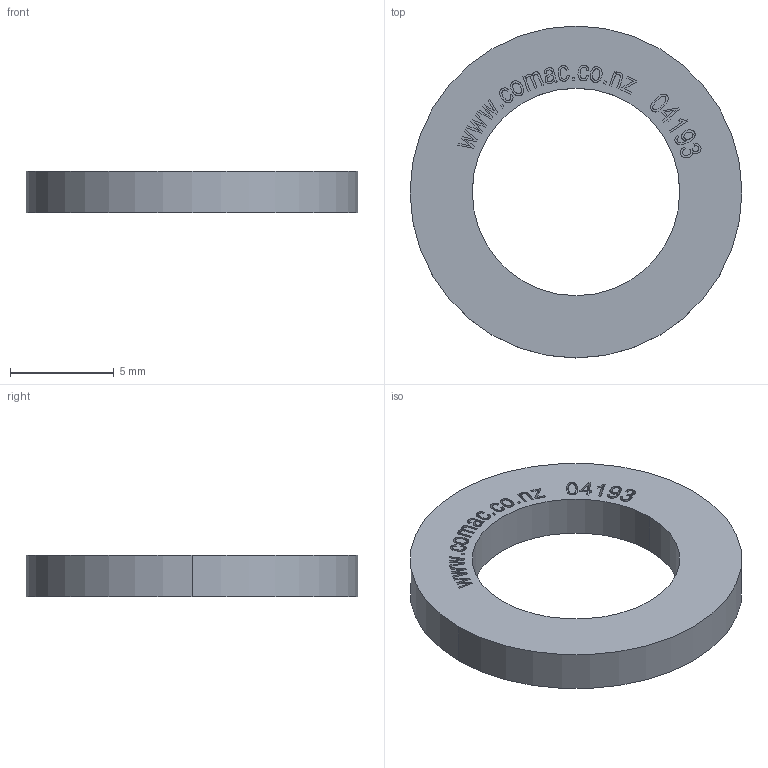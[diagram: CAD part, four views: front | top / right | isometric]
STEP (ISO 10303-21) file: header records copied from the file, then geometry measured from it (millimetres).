
FILE_DESCRIPTION (( 'STEP AP214' ), '1' );
FILE_NAME ('04193-Washer For Weld On Hinge Brass Black 10mm.STEP', '2018-10-08T02:17:09', ( '' ), ( '' ), 'SwSTEP 2.0', 'SolidWorks 2018', '' );
FILE_SCHEMA (( 'AUTOMOTIVE_DESIGN' ));
Length unit declared in the file: millimetre
Products named in the file (1): 04193-Washer For Weld On Hinge Brass Black 10mm
Bounding box: 16 x 16 x 2 mm (x, y, z)
Volume: 244.2 mm3; surface area: 426.5 mm2
Topology: 1 solids, 1 shells, 269 faces, 723 edges, 482 vertices
Faces by surface type: plane 160, bspline 105, cylinder 4
Entity records: 14245 total; most frequent: CARTESIAN_POINT 8172, ORIENTED_EDGE 1446, DIRECTION 851, EDGE_CURVE 723, VECTOR 505, LINE 505, VERTEX_POINT 482, EDGE_LOOP 297
